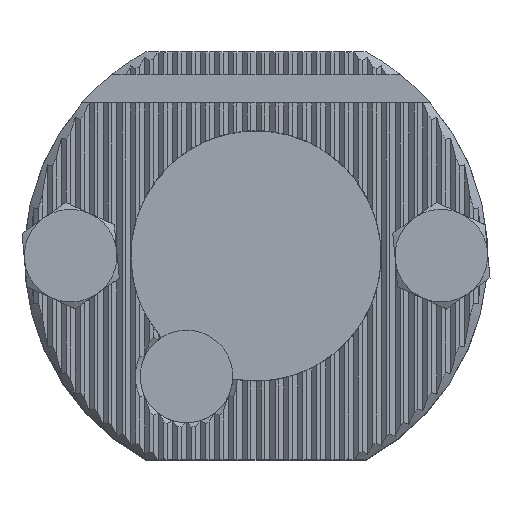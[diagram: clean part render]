
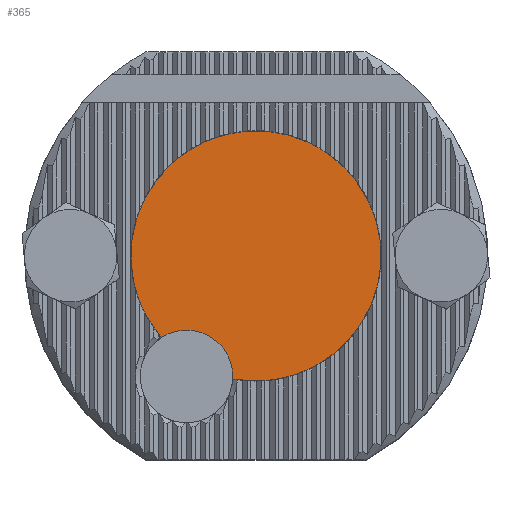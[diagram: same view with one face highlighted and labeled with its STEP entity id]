
A CAD part, top view. The second image highlights one B-rep face of the part: STEP entity #365.
In plain terms, the highlighted planar face has unit normal (0, 0, 1).
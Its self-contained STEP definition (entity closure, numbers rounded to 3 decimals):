
#160=CIRCLE('',#6834,13.5);
#203=CIRCLE('',#6963,5.);
#365=ADVANCED_FACE('',(#1010),#695,.F.);
#695=PLANE('',#6964);
#1010=FACE_OUTER_BOUND('',#1359,.T.);
#1359=EDGE_LOOP('',(#2450,#2451));
#2450=ORIENTED_EDGE('',*,*,#4797,.F.);
#2451=ORIENTED_EDGE('',*,*,#4938,.T.);
#4091=VERTEX_POINT('',#10015);
#4092=VERTEX_POINT('',#10017);
#4797=EDGE_CURVE('',#4091,#4092,#160,.T.);
#4938=EDGE_CURVE('',#4091,#4092,#203,.T.);
#6834=AXIS2_PLACEMENT_3D('',#10016,#7751,#7752);
#6963=AXIS2_PLACEMENT_3D('',#10340,#8026,#8027);
#6964=AXIS2_PLACEMENT_3D('',#10341,#8028,#8029);
#7751=DIRECTION('',(0.,0.,-1.));
#7752=DIRECTION('',(0.,-1.,0.));
#8026=DIRECTION('',(0.,0.,-1.));
#8027=DIRECTION('',(0.,-1.,0.));
#8028=DIRECTION('',(0.,0.,-1.));
#8029=DIRECTION('',(0.,1.,0.));
#10015=CARTESIAN_POINT('',(-10.229,-8.81,9.));
#10016=CARTESIAN_POINT('',(0.,0.,9.));
#10017=CARTESIAN_POINT('',(-2.507,-13.265,9.));
#10340=CARTESIAN_POINT('',(-7.5,-13.,9.));
#10341=CARTESIAN_POINT('',(0.,0.,9.));
